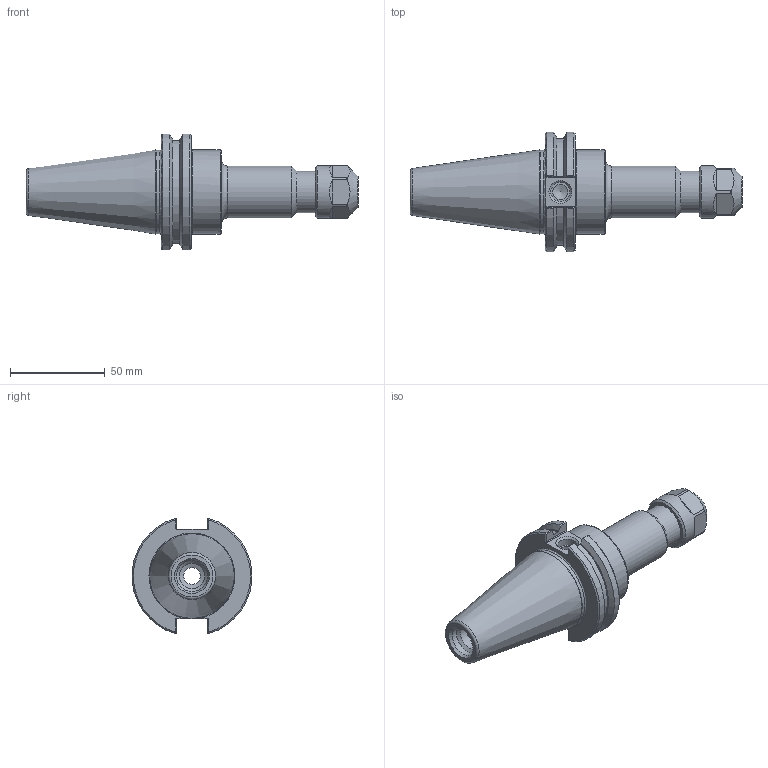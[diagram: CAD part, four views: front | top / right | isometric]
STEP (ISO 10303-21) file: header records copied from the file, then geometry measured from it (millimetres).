
FILE_DESCRIPTION(/* description */ ('ER COLLET CHUCK'),/* implementation_level */ '2;1');
FILE_NAME(/* name */ 'C40-16ERC422.stp',/* time_stamp */ '2017-02-13T10:32:38-05:00',/* author */ ('davhar'),/* organization */ (''),/* preprocessor_version */ 'ST-DEVELOPER v16.1',/* originating_system */ 'Autodesk Inventor 2016',/* authorisation */ '9.1 in^3');
FILE_SCHEMA (('AUTOMOTIVE_DESIGN { 1 0 10303 214 3 1 1 }'));
Length unit declared in the file: inch
Products named in the file (3): C40-16ER4-1; 16ERHCN; C40-16ERC422
Assembly tree (2 placements, depth 2):
  C40-16ERC422
    C40-16ER4-1
    16ERHCN
Bounding box: 175.45 x 63.26 x 61.05 mm (x, y, z)
Volume: 155149.2 mm3; surface area: 32752.5 mm2
Topology: 2 solids, 2 shells, 122 faces, 310 edges, 197 vertices
Faces by surface type: plane 50, cylinder 35, cone 25, torus 12
Full cylindrical faces by diameter (mm): 8.001 x1, 8.915 x1, 10.135 x1, 10.5 x1, 11.5 x1, 13.381 x1, 13.386 x1, 16.459 x1, 16.8 x1, 20.5 x1, 22 x1, 23 x1, 27.432 x1, 28 x1, 43.942 x1, 44.45 x1
Entity records: 3608 total; most frequent: CARTESIAN_POINT 775, DIRECTION 566, ORIENTED_EDGE 518, EDGE_CURVE 259, AXIS2_PLACEMENT_3D 232, VERTEX_POINT 185, EDGE_LOOP 170, FACE_OUTER_BOUND 122
